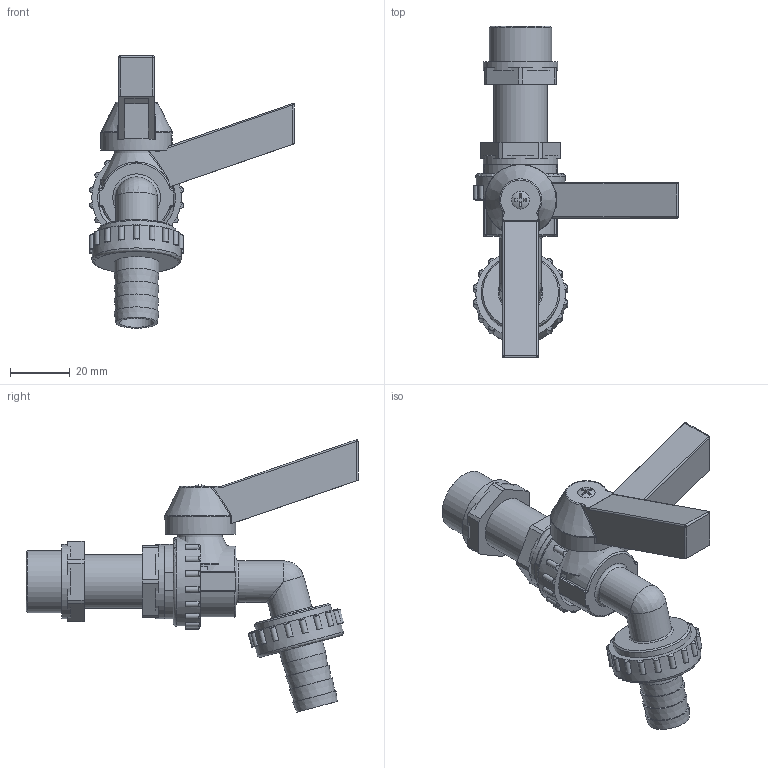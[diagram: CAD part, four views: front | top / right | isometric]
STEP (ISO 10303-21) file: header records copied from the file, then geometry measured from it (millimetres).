
FILE_DESCRIPTION( ( 'Unknown' ), '1' );
FILE_NAME( '8.450.015.stp', 'Unknown', ( 'Unknown' ), ( 'Unknown' ), 'PSStep 13.0', 'Unknown', ' ' );
FILE_SCHEMA( ( 'AUTOMOTIVE_DESIGN { 1 0 10303 214 1 1 1 1 }' ) );
Length unit declared in the file: millimetre
Products named in the file (8): Assem1; Körper_DN15; Einschraubteil_DN15; Auslauf_DN15; Überwurfmutter-3_4; Spindel_DN15-DN20; Griff_DN15-DN20; Linsenkopfschraube M4x8
Bounding box: 68.77 x 111.5 x 91.47 mm (x, y, z)
Volume: 64747.1 mm3; surface area: 54525.6 mm2
Topology: 14 solids, 14 shells, 578 faces, 1396 edges, 886 vertices
Faces by surface type: plane 228, cylinder 202, cone 70, torus 34, bspline 26, sphere 18
Full cylindrical faces by diameter (mm): 3.242 x2, 4 x2, 5 x2, 5.7 x4, 6 x2, 6.6 x2, 8 x8, 9.5 x2, 10 x8, 11.5 x2, 12.2 x2, 13.5 x2, 14 x4, 15 x8, 16 x4, 18 x2, 18.5 x2, 18.917 x4, 20 x6, 20.955 x4, 22.5 x2, 23 x2, 24 x2, 24.117 x4, 25 x2, 26.441 x2, 30 x2
Entity records: 12248 total; most frequent: CARTESIAN_POINT 3442, DIRECTION 1434, ORIENTED_EDGE 1188, AXIS2_PLACEMENT_3D 620, EDGE_CURVE 594, VERTEX_POINT 413, EDGE_LOOP 395, FACE_OUTER_BOUND 339
